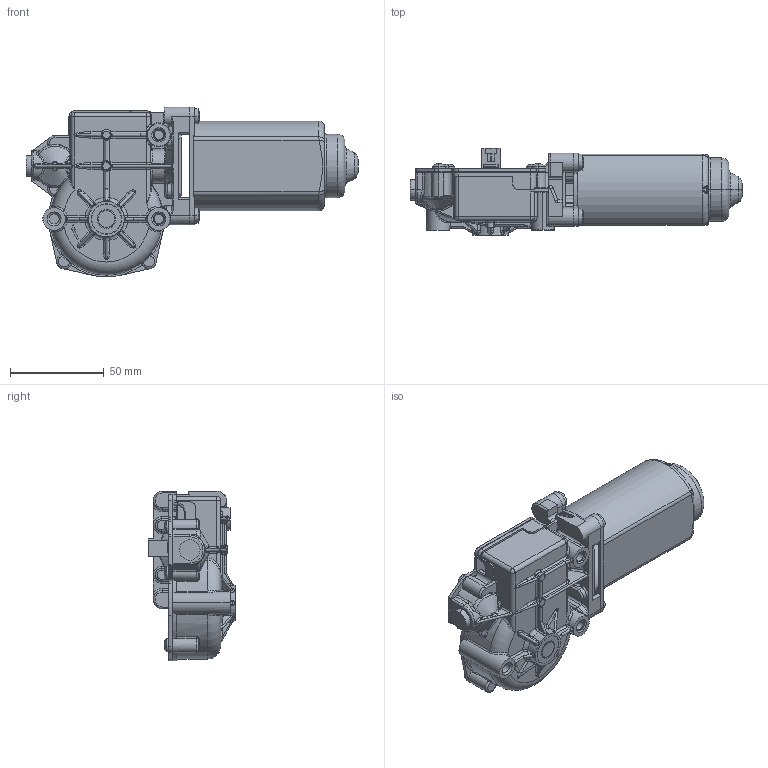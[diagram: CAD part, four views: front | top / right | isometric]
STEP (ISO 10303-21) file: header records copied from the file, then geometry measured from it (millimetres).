
FILE_DESCRIPTION((''),'2;1');
FILE_NAME('316_HALL_ASM','2021-05-18T11:00:50',('carlos.villegas'),(''),'CREO PARAMETRIC BY PTC INC, 2019344','CREO PARAMETRIC BY PTC INC, 2019344','');
FILE_SCHEMA(('CONFIG_CONTROL_DESIGN','SHAPE_APPEARANCE_LAYERS_GROUPS'));
Length unit declared in the file: millimetre
Products named in the file (16): 31600030200_AF2; 10000832500; 31650030200_AF1_ASM; 31650650200_AF0_ASM; 11602680800_AF0; 11653601600_AF0_ASM; 10000943700; 31600011800; 21100010200; 31650640200_ASM; 10000353409; 31650010300_SKEL; 31600030300; 31650010300_ASM; 10004453409; 316_HALL_ASM
Assembly tree (22 placements, depth 4):
  316_HALL_ASM
    31650650200_AF0_ASM
      31650030200_AF1_ASM
        31600030200_AF2
        10000832500
    11653601600_AF0_ASM
      11602680800_AF0
    10000943700
    31600011800
    31650640200_ASM
      21100010200
    10000353409  x4
    31650010300_ASM
      31650010300_SKEL
      31600030300
    10004453409  x5
Bounding box: 177.5 x 46.64 x 90.85 mm (x, y, z)
Volume: 90079.2 mm3; surface area: 83909.9 mm2
Topology: 22 solids, 33 shells, 2638 faces, 6741 edges, 4198 vertices
Faces by surface type: plane 1272, cylinder 645, bspline 347, torus 156, cone 134, sphere 84
Entity records: 115865 total; most frequent: CARTESIAN_POINT 40896, ORIENTED_EDGE 12452, DIRECTION 11361, EDGE_CURVE 6234, PRESENTATION_STYLE_ASSIGNMENT 5720, STYLED_ITEM 5720, CURVE_STYLE 5707, VERTEX_POINT 3880
